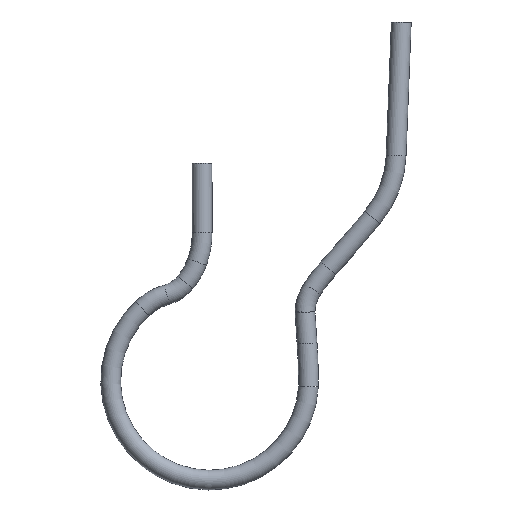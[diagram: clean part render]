
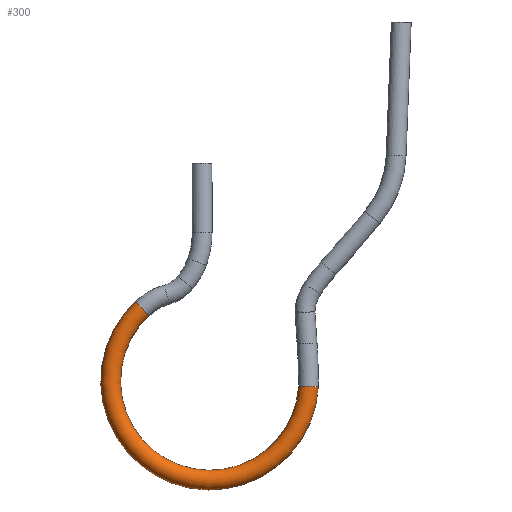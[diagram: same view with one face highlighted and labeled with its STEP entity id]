
A CAD part, front view. The second image highlights one B-rep face of the part: STEP entity #300.
In plain terms, the highlighted toroidal (fillet/blend) face has major radius 2 mm and minor radius 0.2 mm.
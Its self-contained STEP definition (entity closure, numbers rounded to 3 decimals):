
#17=B_SPLINE_CURVE_WITH_KNOTS('',3,(#536,#537,#538,#539,#540,#541,#542,
#543,#544,#545,#546,#547,#548,#549,#550,#551,#552,#553,#554,#555,#556,#557),
 .UNSPECIFIED.,.F.,.F.,(4,2,2,2,2,2,2,2,2,2,4),(-0.001,0.,0.008,
0.016,0.023,0.031,0.039,
0.047,0.055,0.062,0.062),
 .UNSPECIFIED.);
#18=B_SPLINE_CURVE_WITH_KNOTS('',3,(#569,#570,#571,#572,#573,#574,#575,
#576,#577,#578,#579,#580,#581,#582),.UNSPECIFIED.,.F.,.F.,(4,2,2,2,2,2,
4),(-0.001,0.,0.007,0.015,0.023,
0.031,0.031),.UNSPECIFIED.);
#19=B_SPLINE_CURVE_WITH_KNOTS('',3,(#584,#585,#586,#587,#588,#589,#590,
#591,#592,#593),.UNSPECIFIED.,.F.,.F.,(4,2,2,2,4),(0.039,0.046,
0.054,0.062,0.062),.UNSPECIFIED.);
#20=B_SPLINE_CURVE_WITH_KNOTS('',3,(#594,#595,#596,#597,#598,#599),
 .UNSPECIFIED.,.F.,.F.,(4,2,4),(0.031,0.038,0.039),
 .UNSPECIFIED.);
#31=TOROIDAL_SURFACE('',#353,2.,0.2);
#47=FACE_OUTER_BOUND('',#67,.T.);
#67=EDGE_LOOP('',(#227,#228,#229,#230,#231,#232,#233,#234,#235));
#95=CIRCLE('',#343,0.2);
#96=CIRCLE('',#344,0.2);
#98=CIRCLE('',#350,0.2);
#100=CIRCLE('',#354,1.8);
#123=VERTEX_POINT('',#524);
#124=VERTEX_POINT('',#525);
#126=VERTEX_POINT('',#531);
#127=VERTEX_POINT('',#560);
#128=VERTEX_POINT('',#561);
#129=VERTEX_POINT('',#567);
#130=VERTEX_POINT('',#583);
#158=EDGE_CURVE('',#124,#126,#95,.T.);
#159=EDGE_CURVE('',#126,#123,#96,.T.);
#161=EDGE_CURVE('',#124,#123,#17,.T.);
#163=EDGE_CURVE('',#127,#128,#98,.T.);
#165=EDGE_CURVE('',#126,#129,#100,.T.);
#166=EDGE_CURVE('',#128,#129,#18,.T.);
#167=EDGE_CURVE('',#130,#127,#19,.T.);
#168=EDGE_CURVE('',#129,#130,#20,.T.);
#227=ORIENTED_EDGE('',*,*,#158,.F.);
#228=ORIENTED_EDGE('',*,*,#161,.T.);
#229=ORIENTED_EDGE('',*,*,#159,.F.);
#230=ORIENTED_EDGE('',*,*,#165,.T.);
#231=ORIENTED_EDGE('',*,*,#166,.F.);
#232=ORIENTED_EDGE('',*,*,#163,.F.);
#233=ORIENTED_EDGE('',*,*,#167,.F.);
#234=ORIENTED_EDGE('',*,*,#168,.F.);
#235=ORIENTED_EDGE('',*,*,#165,.F.);
#300=ADVANCED_FACE('',(#47),#31,.T.);
#343=AXIS2_PLACEMENT_3D('',#532,#422,#423);
#344=AXIS2_PLACEMENT_3D('',#533,#424,#425);
#350=AXIS2_PLACEMENT_3D('',#563,#436,#437);
#353=AXIS2_PLACEMENT_3D('',#566,#442,#443);
#354=AXIS2_PLACEMENT_3D('',#568,#444,#445);
#422=DIRECTION('center_axis',(0.733,0.,0.68));
#423=DIRECTION('ref_axis',(-0.631,0.371,0.681));
#424=DIRECTION('center_axis',(0.733,0.,0.68));
#425=DIRECTION('ref_axis',(-0.631,0.371,0.681));
#436=DIRECTION('center_axis',(0.052,0.,
0.999));
#437=DIRECTION('ref_axis',(0.927,0.371,-0.048));
#442=DIRECTION('center_axis',(0.,1.,0.));
#443=DIRECTION('ref_axis',(-0.424,0.,-0.906));
#444=DIRECTION('center_axis',(0.,-1.,0.));
#445=DIRECTION('ref_axis',(-0.424,0.,-0.906));
#524=CARTESIAN_POINT('',(-1.208,0.2,-2.657));
#525=CARTESIAN_POINT('',(-1.208,-0.2,-2.657));
#531=CARTESIAN_POINT('',(-1.073,0.,-2.804));
#532=CARTESIAN_POINT('Origin',(-1.208,0.,-2.657));
#533=CARTESIAN_POINT('Origin',(-1.208,0.,-2.657));
#536=CARTESIAN_POINT('Ctrl Pts',(-1.208,-0.2,-2.657));
#537=CARTESIAN_POINT('Ctrl Pts',(-1.21,-0.2,-2.656));
#538=CARTESIAN_POINT('Ctrl Pts',(-1.211,-0.2,-2.654));
#539=CARTESIAN_POINT('Ctrl Pts',(-1.23,-0.199,-2.634));
#540=CARTESIAN_POINT('Ctrl Pts',(-1.248,-0.193,-2.615));
#541=CARTESIAN_POINT('Ctrl Pts',(-1.281,-0.172,-2.581));
#542=CARTESIAN_POINT('Ctrl Pts',(-1.295,-0.157,-2.565));
#543=CARTESIAN_POINT('Ctrl Pts',(-1.32,-0.119,-2.539));
#544=CARTESIAN_POINT('Ctrl Pts',(-1.33,-0.097,
-2.529));
#545=CARTESIAN_POINT('Ctrl Pts',(-1.343,-0.049,
-2.515));
#546=CARTESIAN_POINT('Ctrl Pts',(-1.346,-0.023,
-2.512));
#547=CARTESIAN_POINT('Ctrl Pts',(-1.346,0.029,-2.512));
#548=CARTESIAN_POINT('Ctrl Pts',(-1.342,0.055,-2.516));
#549=CARTESIAN_POINT('Ctrl Pts',(-1.328,0.103,-2.531));
#550=CARTESIAN_POINT('Ctrl Pts',(-1.317,0.125,-2.542));
#551=CARTESIAN_POINT('Ctrl Pts',(-1.292,0.161,-2.569));
#552=CARTESIAN_POINT('Ctrl Pts',(-1.277,0.175,-2.585));
#553=CARTESIAN_POINT('Ctrl Pts',(-1.245,0.194,-2.619));
#554=CARTESIAN_POINT('Ctrl Pts',(-1.229,0.199,-2.636));
#555=CARTESIAN_POINT('Ctrl Pts',(-1.211,0.2,-2.654));
#556=CARTESIAN_POINT('Ctrl Pts',(-1.21,0.2,-2.656));
#557=CARTESIAN_POINT('Ctrl Pts',(-1.208,0.2,-2.657));
#560=CARTESIAN_POINT('',(2.149,-0.2,-4.228));
#561=CARTESIAN_POINT('',(2.149,0.2,-4.228));
#563=CARTESIAN_POINT('Origin',(2.149,0.,-4.228));
#566=CARTESIAN_POINT('Origin',(0.151,0.,-4.124));
#567=CARTESIAN_POINT('',(1.949,0.,-4.223));
#568=CARTESIAN_POINT('Origin',(0.151,0.,
-4.124));
#569=CARTESIAN_POINT('Ctrl Pts',(2.149,0.2,-4.228));
#570=CARTESIAN_POINT('Ctrl Pts',(2.147,0.2,-4.228));
#571=CARTESIAN_POINT('Ctrl Pts',(2.145,0.2,-4.228));
#572=CARTESIAN_POINT('Ctrl Pts',(2.119,0.199,-4.227));
#573=CARTESIAN_POINT('Ctrl Pts',(2.095,0.194,-4.226));
#574=CARTESIAN_POINT('Ctrl Pts',(2.049,0.175,-4.225));
#575=CARTESIAN_POINT('Ctrl Pts',(2.027,0.161,-4.225));
#576=CARTESIAN_POINT('Ctrl Pts',(1.99,0.125,-4.224));
#577=CARTESIAN_POINT('Ctrl Pts',(1.975,0.103,-4.223));
#578=CARTESIAN_POINT('Ctrl Pts',(1.955,0.055,-4.223));
#579=CARTESIAN_POINT('Ctrl Pts',(1.949,0.029,-4.223));
#580=CARTESIAN_POINT('Ctrl Pts',(1.949,0.002,-4.223));
#581=CARTESIAN_POINT('Ctrl Pts',(1.949,0.001,-4.223));
#582=CARTESIAN_POINT('Ctrl Pts',(1.949,0.,
-4.223));
#583=CARTESIAN_POINT('',(1.963,-0.074,-4.223));
#584=CARTESIAN_POINT('Ctrl Pts',(1.963,-0.074,-4.223));
#585=CARTESIAN_POINT('Ctrl Pts',(1.972,-0.098,-4.223));
#586=CARTESIAN_POINT('Ctrl Pts',(1.986,-0.12,-4.224));
#587=CARTESIAN_POINT('Ctrl Pts',(2.022,-0.157,-4.225));
#588=CARTESIAN_POINT('Ctrl Pts',(2.044,-0.172,-4.225));
#589=CARTESIAN_POINT('Ctrl Pts',(2.091,-0.193,-4.226));
#590=CARTESIAN_POINT('Ctrl Pts',(2.117,-0.199,-4.227));
#591=CARTESIAN_POINT('Ctrl Pts',(2.145,-0.2,-4.228));
#592=CARTESIAN_POINT('Ctrl Pts',(2.147,-0.2,-4.228));
#593=CARTESIAN_POINT('Ctrl Pts',(2.149,-0.2,-4.228));
#594=CARTESIAN_POINT('Ctrl Pts',(1.949,0.,
-4.223));
#595=CARTESIAN_POINT('Ctrl Pts',(1.949,-0.025,-4.223));
#596=CARTESIAN_POINT('Ctrl Pts',(1.953,-0.05,-4.223));
#597=CARTESIAN_POINT('Ctrl Pts',(1.963,-0.073,-4.223));
#598=CARTESIAN_POINT('Ctrl Pts',(1.963,-0.074,-4.223));
#599=CARTESIAN_POINT('Ctrl Pts',(1.963,-0.074,-4.223));
